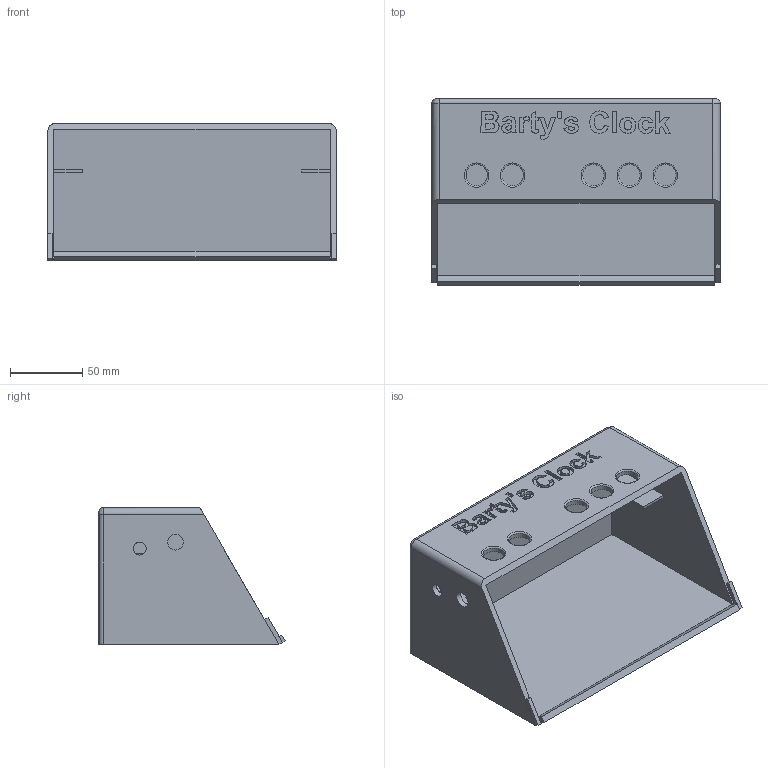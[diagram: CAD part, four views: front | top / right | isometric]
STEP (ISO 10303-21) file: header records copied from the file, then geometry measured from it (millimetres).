
FILE_DESCRIPTION(/* description */ (''),/* implementation_level */ '2;1');
FILE_NAME(/* name */ 'AlarmClock 3D Print Shell.step',/* time_stamp */ '2021-03-17T22:06:25-05:00',/* author */ (''),/* organization */ (''),/* preprocessor_version */ 'ST-DEVELOPER v18.1',/* originating_system */ 'Autodesk Translation Framework v9.7.1.1290',/* authorisation */ '');
FILE_SCHEMA (('AUTOMOTIVE_DESIGN { 1 0 10303 214 3 1 1 }'));
Length unit declared in the file: millimetre
Products named in the file (1): AlarmClockGood one
Bounding box: 200.3 x 129.18 x 95.01 mm (x, y, z)
Volume: 289651.2 mm3; surface area: 153389.6 mm2
Topology: 1 solids, 1 shells, 313 faces, 862 edges, 570 vertices
Faces by surface type: bspline 170, plane 126, cylinder 12, torus 5
Full cylindrical faces by diameter (mm): 9 x1, 11 x1, 15 x5
Entity records: 11397 total; most frequent: CARTESIAN_POINT 4550, ORIENTED_EDGE 1724, EDGE_CURVE 862, DIRECTION 857, VERTEX_POINT 570, LINE 483, VECTOR 483, EDGE_LOOP 346
